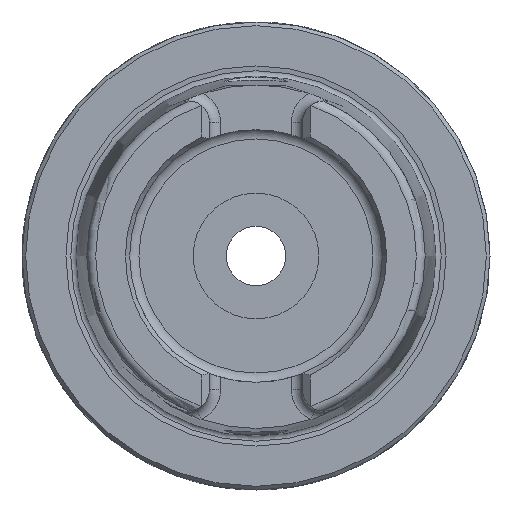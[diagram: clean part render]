
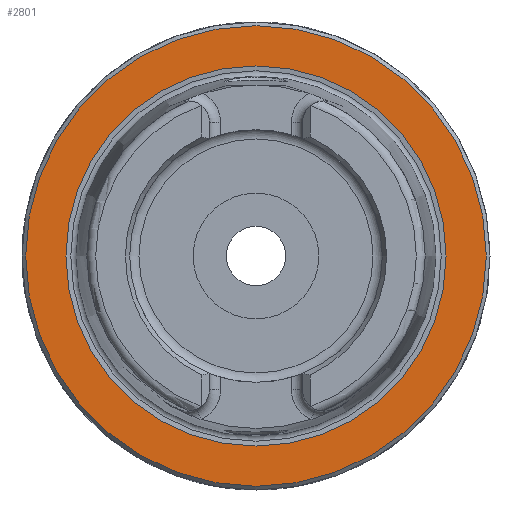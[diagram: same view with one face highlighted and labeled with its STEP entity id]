
A CAD part, left-side view. The second image highlights one B-rep face of the part: STEP entity #2801.
In plain terms, the highlighted planar face has unit normal (-1, 0, 0).
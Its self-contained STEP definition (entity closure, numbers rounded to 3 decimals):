
#108=FACE_BOUND('',#743,.T.);
#150=PLANE('',#3199);
#588=FACE_OUTER_BOUND('',#742,.T.);
#742=EDGE_LOOP('',(#2576,#2577));
#743=EDGE_LOOP('',(#2578,#2579));
#980=CIRCLE('',#3196,25.588);
#981=CIRCLE('',#3197,25.588);
#983=CIRCLE('',#3200,31.);
#984=CIRCLE('',#3201,31.);
#1295=VERTEX_POINT('',#5809);
#1296=VERTEX_POINT('',#5811);
#1297=VERTEX_POINT('',#5816);
#1298=VERTEX_POINT('',#5817);
#1728=EDGE_CURVE('',#1296,#1295,#980,.T.);
#1729=EDGE_CURVE('',#1295,#1296,#981,.T.);
#1731=EDGE_CURVE('',#1297,#1298,#983,.T.);
#1732=EDGE_CURVE('',#1298,#1297,#984,.T.);
#2576=ORIENTED_EDGE('',*,*,#1731,.F.);
#2577=ORIENTED_EDGE('',*,*,#1732,.F.);
#2578=ORIENTED_EDGE('',*,*,#1728,.T.);
#2579=ORIENTED_EDGE('',*,*,#1729,.T.);
#2801=ADVANCED_FACE('',(#588,#108),#150,.T.);
#3196=AXIS2_PLACEMENT_3D('',#5812,#4071,#4072);
#3197=AXIS2_PLACEMENT_3D('',#5813,#4073,#4074);
#3199=AXIS2_PLACEMENT_3D('',#5815,#4077,#4078);
#3200=AXIS2_PLACEMENT_3D('',#5818,#4079,#4080);
#3201=AXIS2_PLACEMENT_3D('',#5819,#4081,#4082);
#4071=DIRECTION('center_axis',(1.,0.,0.));
#4072=DIRECTION('ref_axis',(0.,0.,-1.));
#4073=DIRECTION('center_axis',(1.,0.,0.));
#4074=DIRECTION('ref_axis',(0.,0.,-1.));
#4077=DIRECTION('center_axis',(-1.,0.,0.));
#4078=DIRECTION('ref_axis',(0.,0.,1.));
#4079=DIRECTION('center_axis',(1.,0.,0.));
#4080=DIRECTION('ref_axis',(0.,0.,-1.));
#4081=DIRECTION('center_axis',(1.,0.,0.));
#4082=DIRECTION('ref_axis',(0.,0.,-1.));
#5809=CARTESIAN_POINT('',(0.,-25.588,0.));
#5811=CARTESIAN_POINT('',(0.,25.588,0.));
#5812=CARTESIAN_POINT('Origin',(0.,0.,0.));
#5813=CARTESIAN_POINT('Origin',(0.,0.,0.));
#5815=CARTESIAN_POINT('Origin',(0.,31.,0.));
#5816=CARTESIAN_POINT('',(0.,31.,0.));
#5817=CARTESIAN_POINT('',(0.,-31.,0.));
#5818=CARTESIAN_POINT('Origin',(0.,0.,0.));
#5819=CARTESIAN_POINT('Origin',(0.,0.,0.));
